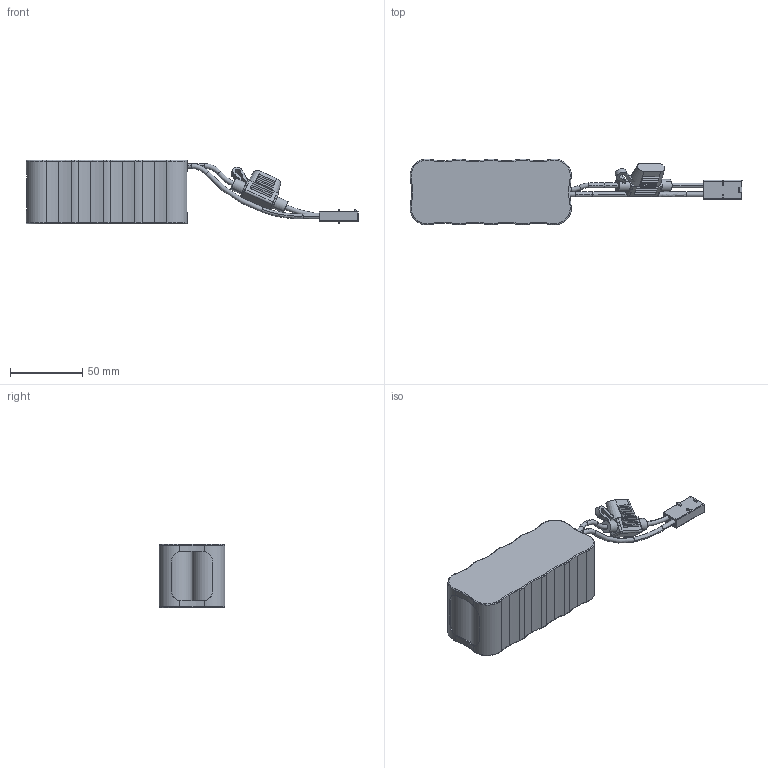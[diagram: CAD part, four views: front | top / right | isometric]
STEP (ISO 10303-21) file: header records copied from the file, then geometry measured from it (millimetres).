
FILE_DESCRIPTION (( 'STEP AP203' ), '1' );
FILE_NAME ('14-0014.STEP', '2018-08-08T15:19:08', ( '' ), ( '' ), 'SwSTEP 2.0', 'SolidWorks 2016', '' );
FILE_SCHEMA (( 'CONFIG_CONTROL_DESIGN' ));
Length unit declared in the file: millimetre
Products named in the file (1): 14-0014
Bounding box: 229.32 x 45.44 x 43.81 mm (x, y, z)
Volume: 185577.5 mm3; surface area: 84950.4 mm2
Topology: 17 solids, 17 shells, 436 faces, 1113 edges, 710 vertices
Faces by surface type: cylinder 176, plane 170, torus 72, sphere 8, bspline 8, cone 2
Entity records: 13854 total; most frequent: CARTESIAN_POINT 2984, DIRECTION 2423, ORIENTED_EDGE 2202, EDGE_CURVE 1101, AXIS2_PLACEMENT_3D 955, VERTEX_POINT 706, CIRCLE 526, LINE 513
